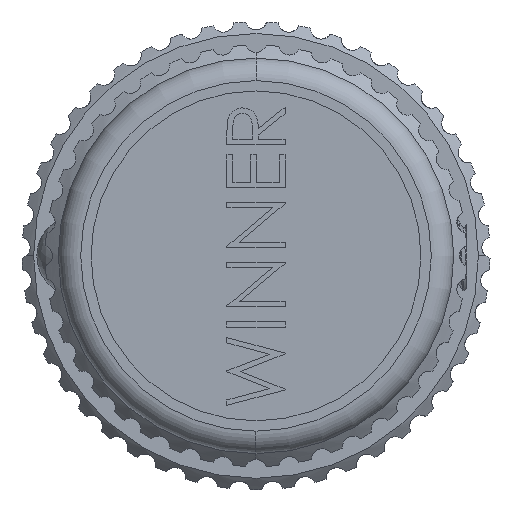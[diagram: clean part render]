
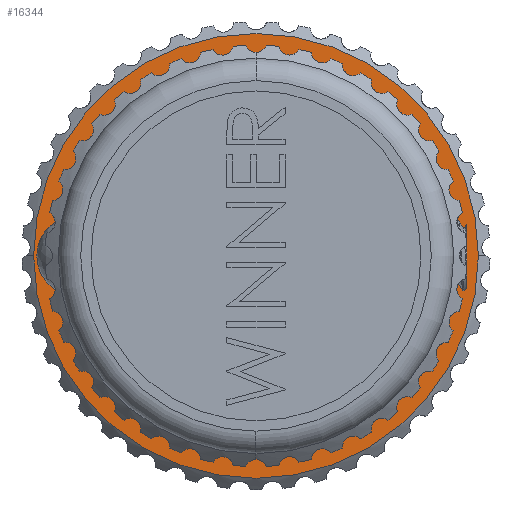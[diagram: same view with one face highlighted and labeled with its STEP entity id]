
A CAD part, left-side view. The second image highlights one B-rep face of the part: STEP entity #16344.
In plain terms, the highlighted planar face has unit normal (-1, 0, 0).
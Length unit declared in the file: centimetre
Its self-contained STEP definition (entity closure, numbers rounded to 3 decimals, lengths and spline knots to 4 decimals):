
#471 = ORIENTED_EDGE ( 'NONE', *, *, #19063, .T. ) ;
#885 = DIRECTION ( 'NONE',  ( 0., -1., 0. ) ) ;
#984 = ORIENTED_EDGE ( 'NONE', *, *, #13214, .T. ) ;
#1425 = FACE_BOUND ( 'NONE', #29089, .T. ) ;
#1910 = ORIENTED_EDGE ( 'NONE', *, *, #12590, .T. ) ;
#3492 = CARTESIAN_POINT ( 'NONE',  ( -0.672, 0.7397, -0.0226 ) ) ;
#3983 = DIRECTION ( 'NONE',  ( 0., 1., 0. ) ) ;
#11679 = CARTESIAN_POINT ( 'NONE',  ( -0.672, -0.7675, -0.0226 ) ) ;
#12286 = FACE_OUTER_BOUND ( 'NONE', #19248, .T. ) ;
#12590 = EDGE_CURVE ( 'NONE', #25160, #22158, #26281, .T. ) ;
#13214 = EDGE_CURVE ( 'NONE', #13228, #32213, #15422, .T. ) ;
#13228 = VERTEX_POINT ( 'NONE', #11679 ) ;
#13804 = DIRECTION ( 'NONE',  ( 0., -1., 0. ) ) ;
#13807 = CIRCLE ( 'NONE', #20811, 0.7536 ) ;
#14330 = AXIS2_PLACEMENT_3D ( 'NONE', #30514, #17891, #885 ) ;
#14609 = CIRCLE ( 'NONE', #25169, 1.53 ) ;
#15422 = CIRCLE ( 'NONE', #29303, 0.7536 ) ;
#16265 = CARTESIAN_POINT ( 'NONE',  ( -0.672, -0.0139, -0.0226 ) ) ;
#16344 = ADVANCED_FACE ( 'NONE', ( #1425, #12286 ), #23090, .T. ) ;
#16469 = DIRECTION ( 'NONE',  ( 1., 0., 0. ) ) ;
#17891 = DIRECTION ( 'NONE',  ( -1., 0., 0. ) ) ;
#18724 = EDGE_CURVE ( 'NONE', #22158, #25160, #14609, .T. ) ;
#19063 = EDGE_CURVE ( 'NONE', #32213, #13228, #13807, .T. ) ;
#19248 = EDGE_LOOP ( 'NONE', ( #1910, #19270 ) ) ;
#19270 = ORIENTED_EDGE ( 'NONE', *, *, #18724, .T. ) ;
#20811 = AXIS2_PLACEMENT_3D ( 'NONE', #31949, #27036, #22340 ) ;
#21563 = DIRECTION ( 'NONE',  ( -1., 0., 0. ) ) ;
#22158 = VERTEX_POINT ( 'NONE', #28059 ) ;
#22340 = DIRECTION ( 'NONE',  ( 0., 1., 0. ) ) ;
#23090 = PLANE ( 'NONE',  #31034 ) ;
#25160 = VERTEX_POINT ( 'NONE', #30717 ) ;
#25169 = AXIS2_PLACEMENT_3D ( 'NONE', #31097, #28460, #13804 ) ;
#25690 = CARTESIAN_POINT ( 'NONE',  ( -0.672, -0.0139, -0.0226 ) ) ;
#26281 = CIRCLE ( 'NONE', #14330, 1.53 ) ;
#27036 = DIRECTION ( 'NONE',  ( 1., 0., 0. ) ) ;
#28059 = CARTESIAN_POINT ( 'NONE',  ( -0.672, -1.5439, -0.0226 ) ) ;
#28460 = DIRECTION ( 'NONE',  ( -1., 0., 0. ) ) ;
#29089 = EDGE_LOOP ( 'NONE', ( #984, #471 ) ) ;
#29303 = AXIS2_PLACEMENT_3D ( 'NONE', #16265, #16469, #3983 ) ;
#30514 = CARTESIAN_POINT ( 'NONE',  ( -0.672, -0.0139, -0.0226 ) ) ;
#30717 = CARTESIAN_POINT ( 'NONE',  ( -0.672, 1.5161, -0.0226 ) ) ;
#31034 = AXIS2_PLACEMENT_3D ( 'NONE', #25690, #21563, #31483 ) ;
#31097 = CARTESIAN_POINT ( 'NONE',  ( -0.672, -0.0139, -0.0226 ) ) ;
#31483 = DIRECTION ( 'NONE',  ( 0., -1., 0. ) ) ;
#31949 = CARTESIAN_POINT ( 'NONE',  ( -0.672, -0.0139, -0.0226 ) ) ;
#32213 = VERTEX_POINT ( 'NONE', #3492 ) ;
